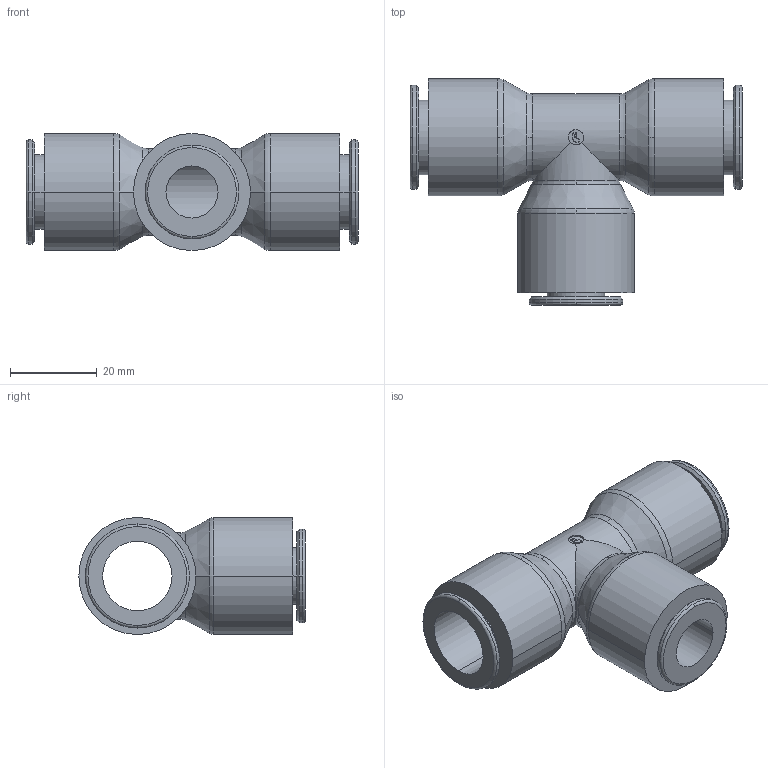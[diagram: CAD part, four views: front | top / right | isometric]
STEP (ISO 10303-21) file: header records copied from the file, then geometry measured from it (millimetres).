
FILE_DESCRIPTION(('STEP AP214'),'1');
FILE_NAME('3104_16_12.stp','2016-07-07T14:57:44',('TraceParts'),('TraceParts S.A.'),'Spatial InterOp 3D',' ',' ');
FILE_SCHEMA(('automotive_design'));
Length unit declared in the file: millimetre
Products named in the file (1): 1
Bounding box: 76.6 x 52.22 x 27 mm (x, y, z)
Volume: 30623.3 mm3; surface area: 15350.2 mm2
Topology: 1 solids, 1 shells, 90 faces, 231 edges, 152 vertices
Faces by surface type: cylinder 34, plane 26, torus 18, cone 12
Entity records: 3010 total; most frequent: CARTESIAN_POINT 669, DIRECTION 546, ORIENTED_EDGE 462, AXIS2_PLACEMENT_3D 232, EDGE_CURVE 231, VERTEX_POINT 152, CIRCLE 137, EDGE_LOOP 103
